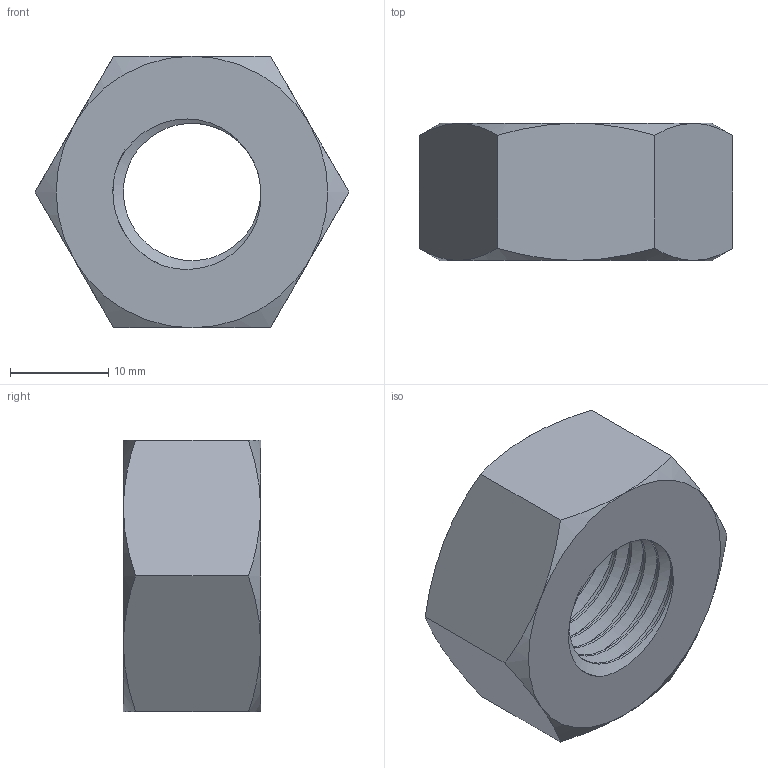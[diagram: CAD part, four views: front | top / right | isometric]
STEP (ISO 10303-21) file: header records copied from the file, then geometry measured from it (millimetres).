
FILE_DESCRIPTION (( 'STEP AP214' ), '1' );
FILE_NAME ('Nut.STEP', '2025-02-11T19:25:54', ( '' ), ( '' ), 'SwSTEP 2.0', 'SolidWorks 2024', '' );
FILE_SCHEMA (( 'AUTOMOTIVE_DESIGN' ));
Length unit declared in the file: millimetre
Products named in the file (1): Nut
Bounding box: 32 x 14 x 27.71 mm (x, y, z)
Volume: 6712.2 mm3; surface area: 3331.5 mm2
Topology: 1 solids, 1 shells, 38 faces, 96 edges, 60 vertices
Faces by surface type: cylinder 15, cone 12, plane 8, bspline 3
Entity records: 3092 total; most frequent: CARTESIAN_POINT 2310, ORIENTED_EDGE 192, DIRECTION 120, EDGE_CURVE 96, VERTEX_POINT 60, AXIS2_PLACEMENT_3D 50, EDGE_LOOP 40, ADVANCED_FACE 38
